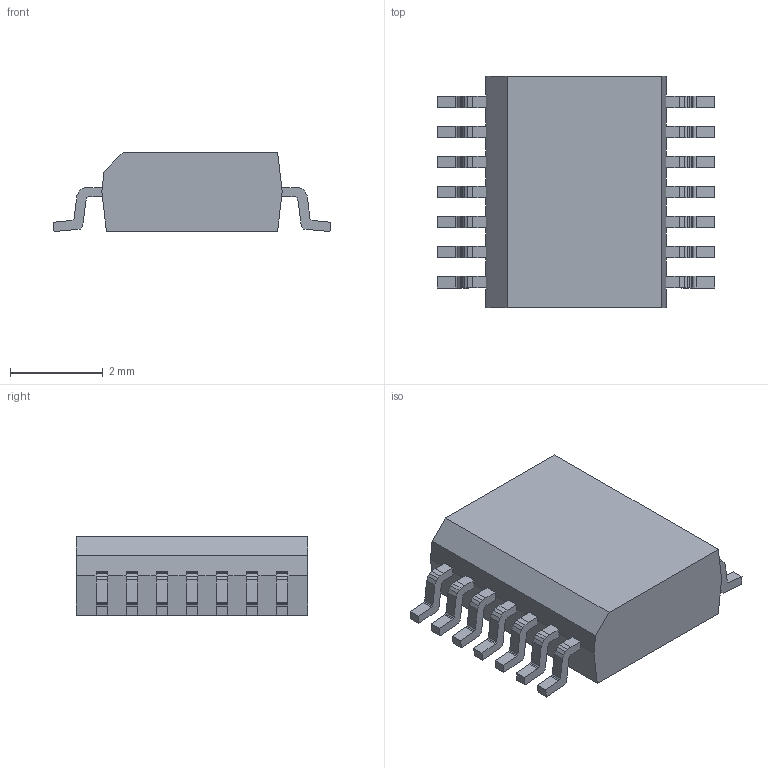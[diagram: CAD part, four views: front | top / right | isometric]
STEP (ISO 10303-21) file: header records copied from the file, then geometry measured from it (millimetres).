
FILE_DESCRIPTION(('FreeCAD Model'),'2;1');
FILE_NAME('SSOP-14.step','2016-07-08T10:51:42',('Author'),(''), 'Open CASCADE STEP processor 6.8','FreeCAD','Unknown');
FILE_SCHEMA(('AUTOMOTIVE_DESIGN_CC2 { 1 2 10303 214 -1 1 5 4 }'));
Length unit declared in the file: millimetre
Products named in the file (1): Fusion
Bounding box: 6 x 5 x 1.71 mm (x, y, z)
Volume: 33.2 mm3; surface area: 86.6 mm2
Topology: 1 solids, 1 shells, 295 faces, 876 edges, 584 vertices
Faces by surface type: plane 295
Entity records: 23136 total; most frequent: CARTESIAN_POINT 3508, DIRECTION 3220, LINE 2628, VECTOR 2628, ORIENTED_EDGE 1752, PCURVE 1752, DEFINITIONAL_REPRESENTATION 1752, EDGE_CURVE 876
